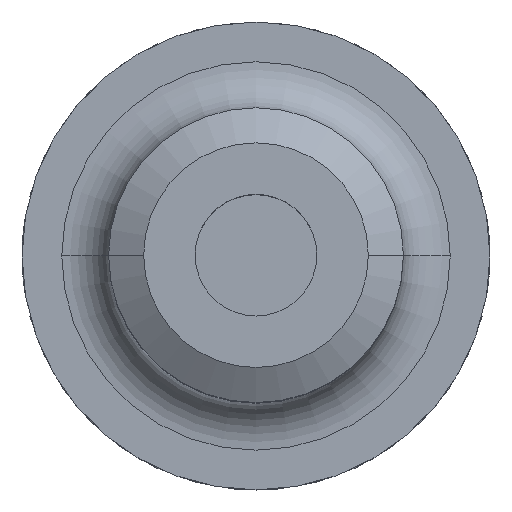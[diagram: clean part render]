
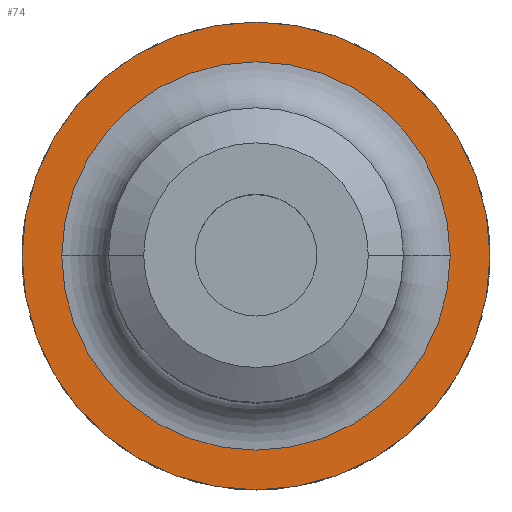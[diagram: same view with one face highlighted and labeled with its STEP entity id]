
A CAD part, top view. The second image highlights one B-rep face of the part: STEP entity #74.
In plain terms, the highlighted planar face has unit normal (0, 0, 1).
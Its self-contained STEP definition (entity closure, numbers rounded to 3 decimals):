
#74 = ADVANCED_FACE ( 'NONE', ( #1487, #1688 ), #1352, .F. ) ;
#289 = VERTEX_POINT ( 'NONE', #802 ) ;
#401 = ORIENTED_EDGE ( 'NONE', *, *, #1612, .F. ) ;
#447 = AXIS2_PLACEMENT_3D ( 'NONE', #1493, #873, #1781 ) ;
#575 = ORIENTED_EDGE ( 'NONE', *, *, #1494, .F. ) ;
#591 = CARTESIAN_POINT ( 'NONE',  ( -41.5, 0., 38. ) ) ;
#616 = EDGE_CURVE ( 'NONE', #1205, #289, #1505, .T. ) ;
#648 = CIRCLE ( 'NONE', #1304, 50. ) ;
#667 = CARTESIAN_POINT ( 'NONE',  ( 0., 0., 38. ) ) ;
#694 = CIRCLE ( 'NONE', #1223, 41.5 ) ;
#742 = CARTESIAN_POINT ( 'NONE',  ( 0., 0., 38. ) ) ;
#749 = VERTEX_POINT ( 'NONE', #1575 ) ;
#802 = CARTESIAN_POINT ( 'NONE',  ( 41.5, 0., 38. ) ) ;
#828 = DIRECTION ( 'NONE',  ( -1., 0., 0. ) ) ;
#873 = DIRECTION ( 'NONE',  ( 0., 0., -1. ) ) ;
#899 = AXIS2_PLACEMENT_3D ( 'NONE', #1713, #1421, #828 ) ;
#927 = ORIENTED_EDGE ( 'NONE', *, *, #616, .T. ) ;
#1121 = CIRCLE ( 'NONE', #899, 50. ) ;
#1201 = DIRECTION ( 'NONE',  ( 0., 0., -1. ) ) ;
#1205 = VERTEX_POINT ( 'NONE', #591 ) ;
#1223 = AXIS2_PLACEMENT_3D ( 'NONE', #742, #1201, #1496 ) ;
#1260 = EDGE_CURVE ( 'NONE', #289, #1205, #694, .T. ) ;
#1261 = CARTESIAN_POINT ( 'NONE',  ( 0., 0., 38. ) ) ;
#1273 = VERTEX_POINT ( 'NONE', #1628 ) ;
#1304 = AXIS2_PLACEMENT_3D ( 'NONE', #667, #1867, #1858 ) ;
#1320 = ORIENTED_EDGE ( 'NONE', *, *, #1260, .T. ) ;
#1352 = PLANE ( 'NONE',  #447 ) ;
#1357 = EDGE_LOOP ( 'NONE', ( #401, #575 ) ) ;
#1421 = DIRECTION ( 'NONE',  ( 0., 0., -1. ) ) ;
#1487 = FACE_BOUND ( 'NONE', #1808, .T. ) ;
#1493 = CARTESIAN_POINT ( 'NONE',  ( 0., 0., 38. ) ) ;
#1494 = EDGE_CURVE ( 'NONE', #749, #1273, #648, .T. ) ;
#1496 = DIRECTION ( 'NONE',  ( -1., 0., 0. ) ) ;
#1505 = CIRCLE ( 'NONE', #1526, 41.5 ) ;
#1526 = AXIS2_PLACEMENT_3D ( 'NONE', #1261, #1679, #1550 ) ;
#1550 = DIRECTION ( 'NONE',  ( -1., 0., 0. ) ) ;
#1575 = CARTESIAN_POINT ( 'NONE',  ( 50., 0., 38. ) ) ;
#1612 = EDGE_CURVE ( 'NONE', #1273, #749, #1121, .T. ) ;
#1628 = CARTESIAN_POINT ( 'NONE',  ( -50., 0., 38. ) ) ;
#1679 = DIRECTION ( 'NONE',  ( 0., 0., -1. ) ) ;
#1688 = FACE_OUTER_BOUND ( 'NONE', #1357, .T. ) ;
#1713 = CARTESIAN_POINT ( 'NONE',  ( 0., 0., 38. ) ) ;
#1781 = DIRECTION ( 'NONE',  ( -1., 0., 0. ) ) ;
#1808 = EDGE_LOOP ( 'NONE', ( #927, #1320 ) ) ;
#1858 = DIRECTION ( 'NONE',  ( -1., 0., 0. ) ) ;
#1867 = DIRECTION ( 'NONE',  ( 0., 0., -1. ) ) ;
